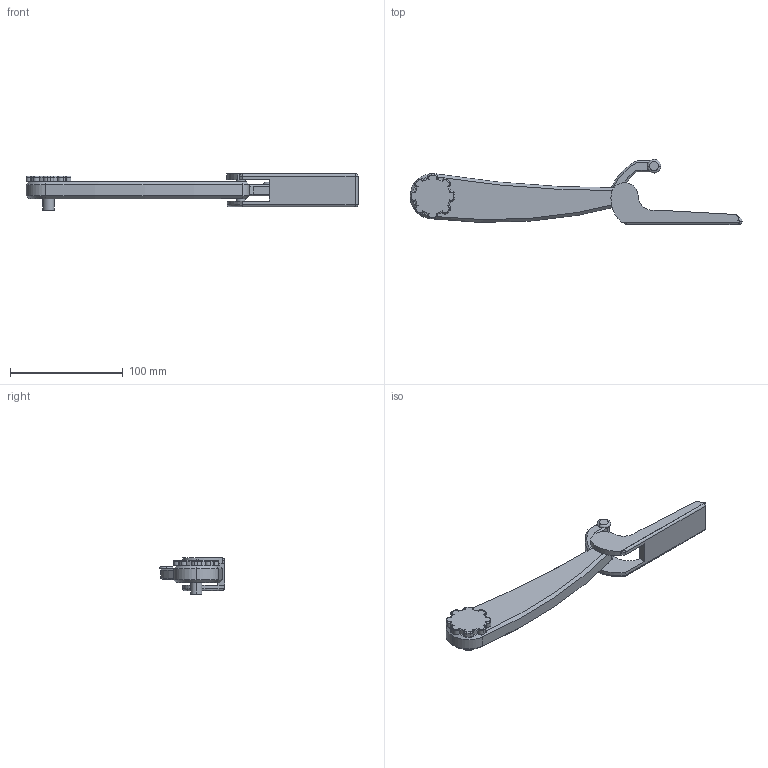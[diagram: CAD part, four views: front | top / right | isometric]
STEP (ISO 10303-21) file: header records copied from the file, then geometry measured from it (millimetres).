
FILE_DESCRIPTION (( 'STEP AP203' ), '1' );
FILE_NAME ('Part3_Default_sldprt.STEP', '2023-12-07T18:45:52', ( '' ), ( '' ), 'SwSTEP 2.0', 'SolidWorks 2020', '' );
FILE_SCHEMA (( 'CONFIG_CONTROL_DESIGN' ));
Length unit declared in the file: millimetre
Products named in the file (1): Part3_Default_sldprt
Bounding box: 293.93 x 57.57 x 32 mm (x, y, z)
Volume: 120160.3 mm3; surface area: 31195.6 mm2
Topology: 2 solids, 2 shells, 249 faces, 606 edges, 366 vertices
Faces by surface type: cylinder 111, plane 83, torus 38, cone 17
Entity records: 7576 total; most frequent: CARTESIAN_POINT 1646, DIRECTION 1279, ORIENTED_EDGE 1212, EDGE_CURVE 606, AXIS2_PLACEMENT_3D 487, VERTEX_POINT 366, VECTOR 305, LINE 305
